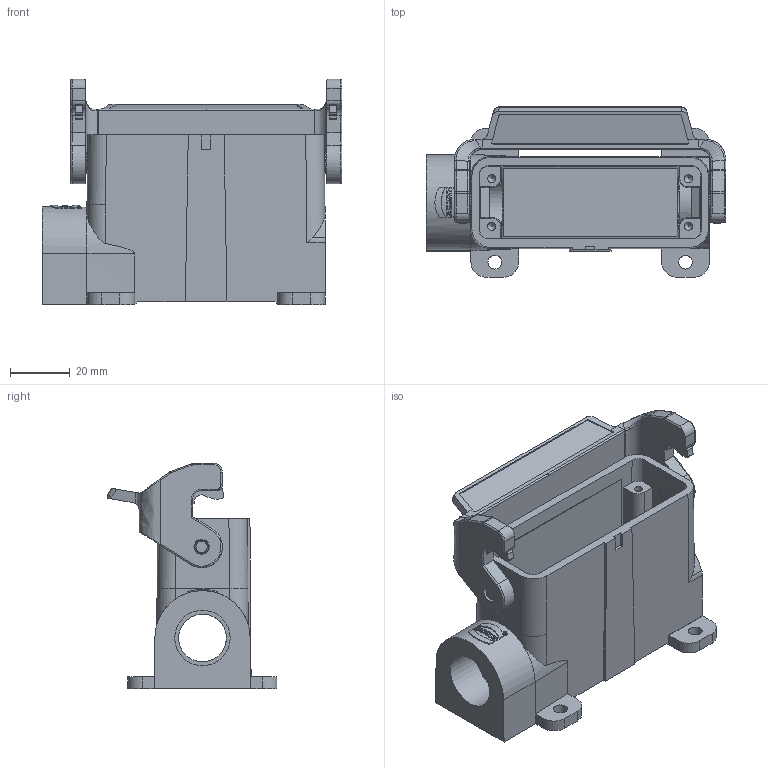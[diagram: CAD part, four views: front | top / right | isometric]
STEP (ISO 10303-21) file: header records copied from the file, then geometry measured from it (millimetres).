
FILE_DESCRIPTION(/* description */ (''),/* implementation_level */ '2;1');
FILE_NAME(/* name */ '100593574ugm000_c.stp',/* time_stamp */ '2017-12-01T13:51:22+01:00',/* author */ (''),/* organization */ (''),/* preprocessor_version */ 'ST-DEVELOPER v16',/* originating_system */ 'SIEMENS PLM Software NX 10.0',/* authorisation */ '');
FILE_SCHEMA (('AUTOMOTIVE_DESIGN { 1 0 10303 214 3 1 1 1 }'));
Length unit declared in the file: millimetre
Products named in the file (1): 100593574ugm000_c
Bounding box: 100.5 x 57.04 x 75.6 mm (x, y, z)
Volume: 74603.9 mm3; surface area: 39487 mm2
Topology: 2 solids, 2 shells, 475 faces, 1818 edges, 1974 vertices
Faces by surface type: plane 235, cylinder 129, bspline 93, torus 10, cone 8
Full cylindrical faces by diameter (mm): 1.1 x1, 2.74 x4, 2.95 x2, 3.1 x2, 4 x2, 4.6 x4, 4.8 x2, 5.1 x2, 7 x2, 16 x1, 18.6 x2
Entity records: 24795 total; most frequent: CARTESIAN_POINT 8311, ORIENTED_EDGE 2320, DIRECTION 1989, EDGE_CURVE 1160, PRESENTATION_STYLE_ASSIGNMENT 955, B_SPLINE_CURVE_WITH_KNOTS 776, VERTEX_POINT 762, LINE 727
